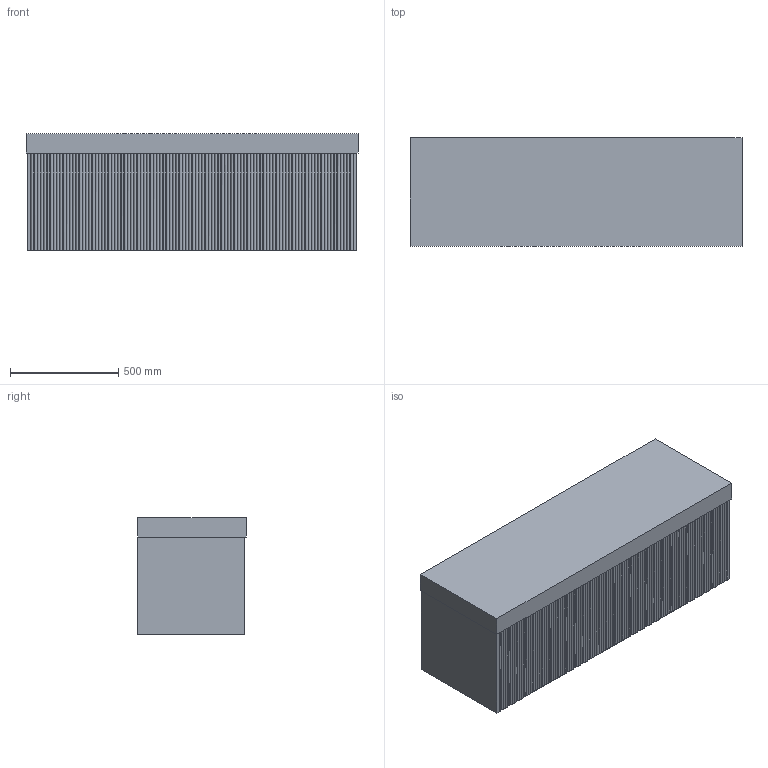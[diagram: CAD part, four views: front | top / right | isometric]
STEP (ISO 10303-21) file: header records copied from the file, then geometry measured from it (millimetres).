
FILE_DESCRIPTION(/* description */ (''),/* implementation_level */ '2;1');
FILE_NAME(/* name */ 'Kado Neue Fluted Square 1500 (90MM)',/* time_stamp */ '2025-07-09T15:07:03+10:00',/* author */ (''),/* organization */ (''),/* preprocessor_version */ 'ST-DEVELOPER v16.5',/* originating_system */ '',/* authorisation */ '');
FILE_SCHEMA (('AUTOMOTIVE_DESIGN'));
Length unit declared in the file: millimetre
Products named in the file (12): Document; Kado Neue Fluted Square 1500 (90MM); Kado Neue Fluted Square ALL30; Kado Neue Fluted Square 15002829; Kado Neue Fluted Panel 44327; Kado Neue Fluted Panel 4439101112; Kado Neue Fluted Filler2324; Kado Neue Fluted Carcass 180023456; Kado Neue Fluted Panel 59525; Kado Neue Fluted Panel 595151617181920; Kado Neue Fluted Square Benchtop (90MM) ALL26; Kado Neue Fluted Square 1500 Benchtop (90MM)
Assembly tree (13 placements, depth 6):
  Document
    Kado Neue Fluted Square 1500 (90MM)
      Kado Neue Fluted Square ALL30
        Kado Neue Fluted Square 15002829
          Kado Neue Fluted Panel 44327  x2
            Kado Neue Fluted Panel 4439101112
          Kado Neue Fluted Filler2324  x2
          Kado Neue Fluted Carcass 180023456
          Kado Neue Fluted Panel 59525
            Kado Neue Fluted Panel 595151617181920
      Kado Neue Fluted Square Benchtop (90MM) ALL26
        Kado Neue Fluted Square 1500 Benchtop (90MM)
Bounding box: 1533 x 500 x 540 mm (x, y, z)
Volume: 62028497.6 mm3; surface area: 8669790.3 mm2
Topology: 11 solids, 11 shells, 459 faces, 1308 edges, 872 vertices
Faces by surface type: cylinder 294, plane 165
Entity records: 10009 total; most frequent: CARTESIAN_POINT 3549, ORIENTED_EDGE 1872, EDGE_CURVE 936, VERTEX_POINT 624, B_SPLINE_CURVE_WITH_KNOTS 524, DIRECTION 391, AXIS2_PLACEMENT_3D 361, EDGE_LOOP 332
